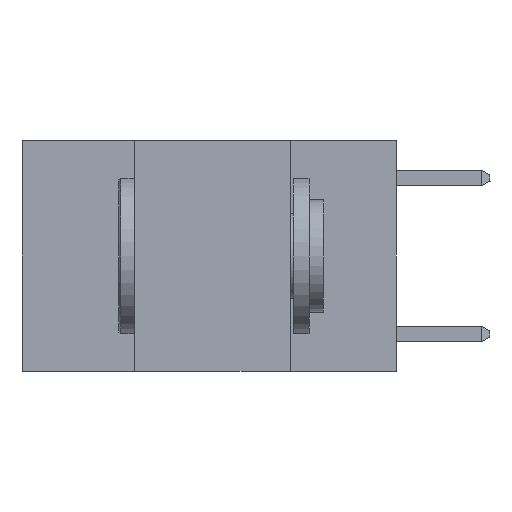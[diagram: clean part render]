
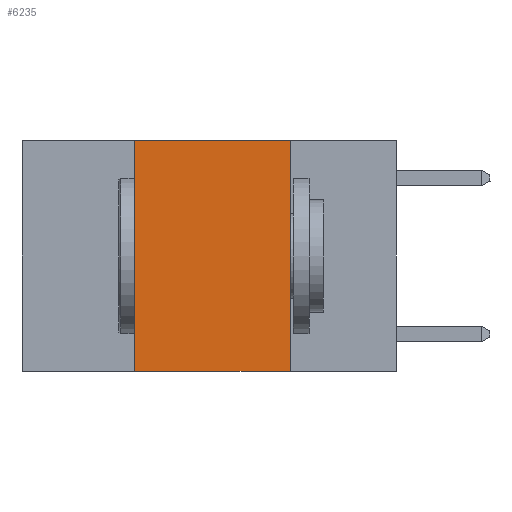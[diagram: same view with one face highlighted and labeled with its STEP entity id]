
A CAD part, left-side view. The second image highlights one B-rep face of the part: STEP entity #6235.
In plain terms, the highlighted planar face has unit normal (-1, 0, 0).
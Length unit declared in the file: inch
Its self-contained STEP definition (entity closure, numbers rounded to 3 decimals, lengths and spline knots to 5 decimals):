
#162 = CARTESIAN_POINT ( 'NONE',  ( 0., 0.42, -0.37 ) ) ;
#276 = EDGE_CURVE ( 'NONE', #4242, #15631, #2622, .T. ) ;
#354 = FACE_OUTER_BOUND ( 'NONE', #9405, .T. ) ;
#1267 = CARTESIAN_POINT ( 'NONE',  ( 0., 0.17, 0. ) ) ;
#1582 = LINE ( 'NONE', #1267, #20235 ) ;
#1615 = EDGE_CURVE ( 'NONE', #4242, #8768, #7046, .T. ) ;
#1619 = CARTESIAN_POINT ( 'NONE',  ( 0., 0.6, -0.37 ) ) ;
#1964 = CARTESIAN_POINT ( 'NONE',  ( 0., 0.6, 0. ) ) ;
#1983 = PLANE ( 'NONE',  #19853 ) ;
#2303 = VERTEX_POINT ( 'NONE', #20759 ) ;
#2622 = LINE ( 'NONE', #1619, #12012 ) ;
#4200 = CARTESIAN_POINT ( 'NONE',  ( 0., 0.17, -0.37 ) ) ;
#4242 = VERTEX_POINT ( 'NONE', #162 ) ;
#6235 = ADVANCED_FACE ( 'NONE', ( #354 ), #1983, .F. ) ;
#6714 = EDGE_CURVE ( 'NONE', #2303, #15631, #1582, .T. ) ;
#6841 = ORIENTED_EDGE ( 'NONE', *, *, #6714, .F. ) ;
#6864 = ORIENTED_EDGE ( 'NONE', *, *, #10542, .F. ) ;
#7046 = LINE ( 'NONE', #9292, #11393 ) ;
#7601 = ORIENTED_EDGE ( 'NONE', *, *, #1615, .F. ) ;
#7712 = DIRECTION ( 'NONE',  ( 0., -1., 0. ) ) ;
#7729 = DIRECTION ( 'NONE',  ( 1., 0., 0. ) ) ;
#7817 = VECTOR ( 'NONE', #7712, 39.37008 ) ;
#7885 = ORIENTED_EDGE ( 'NONE', *, *, #276, .T. ) ;
#8768 = VERTEX_POINT ( 'NONE', #21863 ) ;
#8820 = DIRECTION ( 'NONE',  ( 0., -1., 0. ) ) ;
#9292 = CARTESIAN_POINT ( 'NONE',  ( 0., 0.42, 0. ) ) ;
#9405 = EDGE_LOOP ( 'NONE', ( #6841, #6864, #7601, #7885 ) ) ;
#10542 = EDGE_CURVE ( 'NONE', #8768, #2303, #13252, .T. ) ;
#11056 = DIRECTION ( 'NONE',  ( 0., 0., 1. ) ) ;
#11393 = VECTOR ( 'NONE', #11056, 39.37008 ) ;
#12012 = VECTOR ( 'NONE', #8820, 39.37008 ) ;
#13252 = LINE ( 'NONE', #1964, #7817 ) ;
#15631 = VERTEX_POINT ( 'NONE', #4200 ) ;
#18084 = DIRECTION ( 'NONE',  ( 0., 0., -1. ) ) ;
#18760 = CARTESIAN_POINT ( 'NONE',  ( 0., 0.6, 0. ) ) ;
#19853 = AXIS2_PLACEMENT_3D ( 'NONE', #18760, #7729, #20618 ) ;
#20235 = VECTOR ( 'NONE', #18084, 39.37008 ) ;
#20618 = DIRECTION ( 'NONE',  ( 0., 0., -1. ) ) ;
#20759 = CARTESIAN_POINT ( 'NONE',  ( 0., 0.17, 0. ) ) ;
#21863 = CARTESIAN_POINT ( 'NONE',  ( 0., 0.42, 0. ) ) ;
